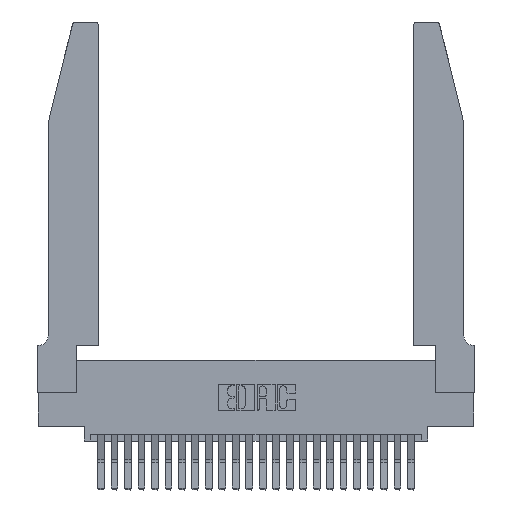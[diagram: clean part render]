
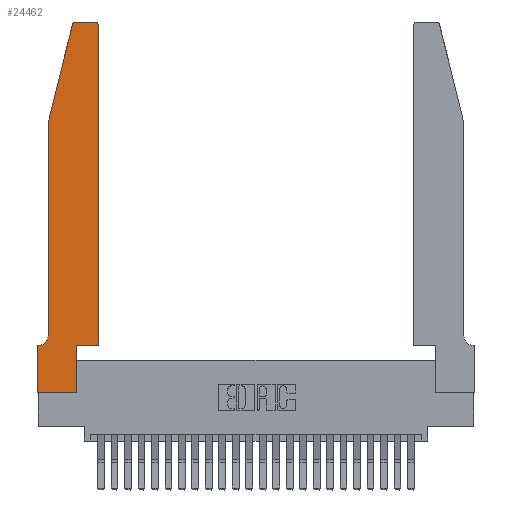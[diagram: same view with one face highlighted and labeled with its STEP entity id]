
A CAD part, top view. The second image highlights one B-rep face of the part: STEP entity #24462.
In plain terms, the highlighted planar face has unit normal (0, 0, 1).
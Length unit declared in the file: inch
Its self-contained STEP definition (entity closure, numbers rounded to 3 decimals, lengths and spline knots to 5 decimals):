
#239 = ORIENTED_EDGE ( 'NONE', *, *, #6430, .T. ) ;
#277 = CARTESIAN_POINT ( 'NONE',  ( 0.4205, 2.72, 0.37 ) ) ;
#587 = LINE ( 'NONE', #19456, #3384 ) ;
#748 = CARTESIAN_POINT ( 'NONE',  ( 0.4505, 0.35, 0.37 ) ) ;
#869 = CARTESIAN_POINT ( 'NONE',  ( 0.4505, 0.35, 0.37 ) ) ;
#1408 = EDGE_CURVE ( 'NONE', #19799, #10201, #13633, .T. ) ;
#1731 = ORIENTED_EDGE ( 'NONE', *, *, #20292, .T. ) ;
#1940 = DIRECTION ( 'NONE',  ( 0., 0., 1. ) ) ;
#1979 = LINE ( 'NONE', #20651, #5445 ) ;
#2000 = DIRECTION ( 'NONE',  ( 0., 0., 1. ) ) ;
#2293 = VECTOR ( 'NONE', #20667, 39.37008 ) ;
#2310 = DIRECTION ( 'NONE',  ( 0., 0., 1. ) ) ;
#2880 = VECTOR ( 'NONE', #15933, 39.37008 ) ;
#3384 = VECTOR ( 'NONE', #17057, 39.37008 ) ;
#3702 = DIRECTION ( 'NONE',  ( -1., 0., 0. ) ) ;
#3790 = CIRCLE ( 'NONE', #7066, 0.03 ) ;
#3880 = CIRCLE ( 'NONE', #23065, 0.07 ) ;
#3965 = CARTESIAN_POINT ( 'NONE',  ( 0.0055, 0.42, 0.37 ) ) ;
#4074 = CARTESIAN_POINT ( 'NONE',  ( 0.4505, 0.35, 0.37 ) ) ;
#4184 = DIRECTION ( 'NONE',  ( 1., 0., 0. ) ) ;
#4213 = LINE ( 'NONE', #21908, #19755 ) ;
#4493 = LINE ( 'NONE', #15838, #2293 ) ;
#4516 = CARTESIAN_POINT ( 'NONE',  ( 0., 0.35, 0.37 ) ) ;
#4764 = EDGE_CURVE ( 'NONE', #24394, #22914, #4493, .T. ) ;
#4929 = CARTESIAN_POINT ( 'NONE',  ( 0.0055, 0.35, 0.37 ) ) ;
#5004 = ORIENTED_EDGE ( 'NONE', *, *, #7250, .T. ) ;
#5372 = EDGE_CURVE ( 'NONE', #13353, #14850, #15837, .T. ) ;
#5445 = VECTOR ( 'NONE', #12386, 39.37008 ) ;
#5814 = ORIENTED_EDGE ( 'NONE', *, *, #8104, .T. ) ;
#6430 = EDGE_CURVE ( 'NONE', #18140, #24394, #3790, .T. ) ;
#6458 = AXIS2_PLACEMENT_3D ( 'NONE', #4516, #2310, #8430 ) ;
#6881 = ORIENTED_EDGE ( 'NONE', *, *, #20128, .T. ) ;
#6993 = CARTESIAN_POINT ( 'NONE',  ( 0.4505, 2.72, 0.37 ) ) ;
#7066 = AXIS2_PLACEMENT_3D ( 'NONE', #16316, #2000, #4184 ) ;
#7250 = EDGE_CURVE ( 'NONE', #11704, #13353, #17067, .T. ) ;
#8104 = EDGE_CURVE ( 'NONE', #14850, #22887, #11719, .T. ) ;
#8430 = DIRECTION ( 'NONE',  ( 1., 0., 0. ) ) ;
#8855 = DIRECTION ( 'NONE',  ( 1., 0., 0. ) ) ;
#8959 = EDGE_CURVE ( 'NONE', #22914, #20268, #17780, .T. ) ;
#9491 = DIRECTION ( 'NONE',  ( 0., -1., 0. ) ) ;
#9726 = DIRECTION ( 'NONE',  ( -1., 0., 0. ) ) ;
#9745 = EDGE_CURVE ( 'NONE', #10931, #19799, #1979, .T. ) ;
#9852 = VERTEX_POINT ( 'NONE', #4929 ) ;
#10201 = VERTEX_POINT ( 'NONE', #14311 ) ;
#10569 = CARTESIAN_POINT ( 'NONE',  ( 0.284, 2.75, 0.37 ) ) ;
#10819 = VECTOR ( 'NONE', #25204, 39.37008 ) ;
#10931 = VERTEX_POINT ( 'NONE', #24996 ) ;
#11106 = CARTESIAN_POINT ( 'NONE',  ( 0.4205, 2.75, 0.37 ) ) ;
#11356 = EDGE_LOOP ( 'NONE', ( #11964, #239, #12425, #20036, #1731, #20748, #23352, #25345, #6881, #5004, #17054, #5814 ) ) ;
#11555 = CARTESIAN_POINT ( 'NONE',  ( 0.0755, 2., 0.37 ) ) ;
#11704 = VERTEX_POINT ( 'NONE', #15095 ) ;
#11719 = CIRCLE ( 'NONE', #14241, 0.03 ) ;
#11964 = ORIENTED_EDGE ( 'NONE', *, *, #20238, .T. ) ;
#12055 = CARTESIAN_POINT ( 'NONE',  ( 0.25487, 2.72718, 0.37 ) ) ;
#12374 = EDGE_CURVE ( 'NONE', #9852, #10931, #587, .T. ) ;
#12386 = DIRECTION ( 'NONE',  ( 0., -1., 0. ) ) ;
#12416 = VECTOR ( 'NONE', #9491, 39.37008 ) ;
#12425 = ORIENTED_EDGE ( 'NONE', *, *, #4764, .T. ) ;
#13268 = VECTOR ( 'NONE', #8855, 39.37008 ) ;
#13353 = VERTEX_POINT ( 'NONE', #4074 ) ;
#13633 = LINE ( 'NONE', #21825, #2880 ) ;
#13717 = LINE ( 'NONE', #17007, #21700 ) ;
#14241 = AXIS2_PLACEMENT_3D ( 'NONE', #277, #1940, #16089 ) ;
#14311 = CARTESIAN_POINT ( 'NONE',  ( 0.2865, 0., 0.37 ) ) ;
#14850 = VERTEX_POINT ( 'NONE', #6993 ) ;
#14915 = CARTESIAN_POINT ( 'NONE',  ( 0.0755, 2., 0.37 ) ) ;
#15095 = CARTESIAN_POINT ( 'NONE',  ( 0.2865, 0.35, 0.37 ) ) ;
#15837 = LINE ( 'NONE', #869, #10819 ) ;
#15838 = CARTESIAN_POINT ( 'NONE',  ( 0.0755, 2., 0.37 ) ) ;
#15933 = DIRECTION ( 'NONE',  ( 1., 0., 0. ) ) ;
#16089 = DIRECTION ( 'NONE',  ( 1., 0., 0. ) ) ;
#16097 = CARTESIAN_POINT ( 'NONE',  ( 0.0755, 0.42, 0.37 ) ) ;
#16316 = CARTESIAN_POINT ( 'NONE',  ( 0.284, 2.72, 0.37 ) ) ;
#17007 = CARTESIAN_POINT ( 'NONE',  ( 0.2865, 0.35, 0.37 ) ) ;
#17054 = ORIENTED_EDGE ( 'NONE', *, *, #5372, .T. ) ;
#17057 = DIRECTION ( 'NONE',  ( -1., 0., 0. ) ) ;
#17067 = LINE ( 'NONE', #748, #13268 ) ;
#17780 = LINE ( 'NONE', #11555, #12416 ) ;
#18140 = VERTEX_POINT ( 'NONE', #10569 ) ;
#19456 = CARTESIAN_POINT ( 'NONE',  ( 0.0755, 0.35, 0.37 ) ) ;
#19755 = VECTOR ( 'NONE', #9726, 39.37008 ) ;
#19799 = VERTEX_POINT ( 'NONE', #22474 ) ;
#20036 = ORIENTED_EDGE ( 'NONE', *, *, #8959, .T. ) ;
#20105 = DIRECTION ( 'NONE',  ( 0., 0., -1. ) ) ;
#20128 = EDGE_CURVE ( 'NONE', #10201, #11704, #13717, .T. ) ;
#20238 = EDGE_CURVE ( 'NONE', #22887, #18140, #4213, .T. ) ;
#20268 = VERTEX_POINT ( 'NONE', #16097 ) ;
#20292 = EDGE_CURVE ( 'NONE', #20268, #9852, #3880, .T. ) ;
#20651 = CARTESIAN_POINT ( 'NONE',  ( 0., 0., 0.37 ) ) ;
#20667 = DIRECTION ( 'NONE',  ( -0.239, -0.971, 0. ) ) ;
#20748 = ORIENTED_EDGE ( 'NONE', *, *, #12374, .T. ) ;
#21700 = VECTOR ( 'NONE', #23589, 39.37008 ) ;
#21825 = CARTESIAN_POINT ( 'NONE',  ( 0., 0., 0.37 ) ) ;
#21901 = FACE_OUTER_BOUND ( 'NONE', #11356, .T. ) ;
#21908 = CARTESIAN_POINT ( 'NONE',  ( 0.2605, 2.75, 0.37 ) ) ;
#22474 = CARTESIAN_POINT ( 'NONE',  ( 0., 0., 0.37 ) ) ;
#22544 = PLANE ( 'NONE',  #6458 ) ;
#22887 = VERTEX_POINT ( 'NONE', #11106 ) ;
#22914 = VERTEX_POINT ( 'NONE', #14915 ) ;
#23065 = AXIS2_PLACEMENT_3D ( 'NONE', #3965, #20105, #3702 ) ;
#23352 = ORIENTED_EDGE ( 'NONE', *, *, #9745, .T. ) ;
#23589 = DIRECTION ( 'NONE',  ( 0., 1., 0. ) ) ;
#24394 = VERTEX_POINT ( 'NONE', #12055 ) ;
#24462 = ADVANCED_FACE ( 'NONE', ( #21901 ), #22544, .T. ) ;
#24996 = CARTESIAN_POINT ( 'NONE',  ( 0., 0.35, 0.37 ) ) ;
#25204 = DIRECTION ( 'NONE',  ( 0., 1., 0. ) ) ;
#25345 = ORIENTED_EDGE ( 'NONE', *, *, #1408, .T. ) ;
